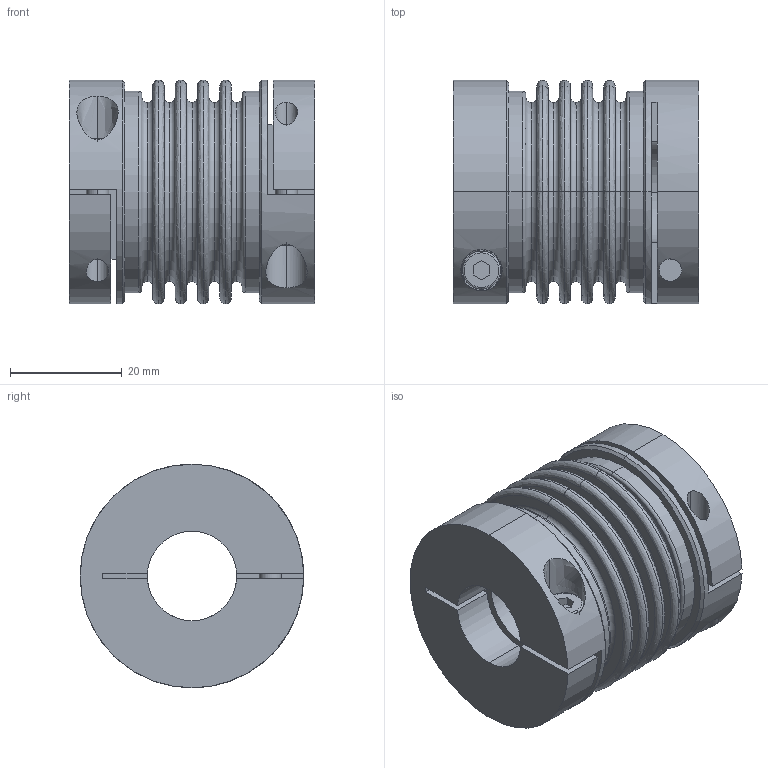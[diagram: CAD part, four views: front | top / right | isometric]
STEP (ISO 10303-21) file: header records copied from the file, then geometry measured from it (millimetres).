
FILE_DESCRIPTION(('STEP AP214'),'1');
FILE_NAME('cctmp_6D3DA03C-7C98-48C5-8892-47CD48A349BF_2023_06_08_12_52_37_0818..stp','2023-06-08T10:52:37',('R+W Antriebselemente GmbH'),('CADClick - www.CADClick.com'),'Spatial InterOp 3D',' ','unknown authorization');
FILE_SCHEMA(('AUTOMOTIVE_DESIGN'));
Length unit declared in the file: millimetre
Products named in the file (1): 1
Bounding box: 44 x 40 x 40 mm (x, y, z)
Volume: 33329.6 mm3; surface area: 17042.5 mm2
Topology: 2 solids, 2 shells, 137 faces, 310 edges, 197 vertices
Faces by surface type: plane 51, cylinder 34, torus 28, bspline 19, cone 5
Entity records: 7028 total; most frequent: CARTESIAN_POINT 2310, DIRECTION 677, ORIENTED_EDGE 620, EDGE_CURVE 310, AXIS2_PLACEMENT_3D 282, PRESENTATION_STYLE_ASSIGNMENT 268, COLOUR_RGB 268, VERTEX_POINT 197
